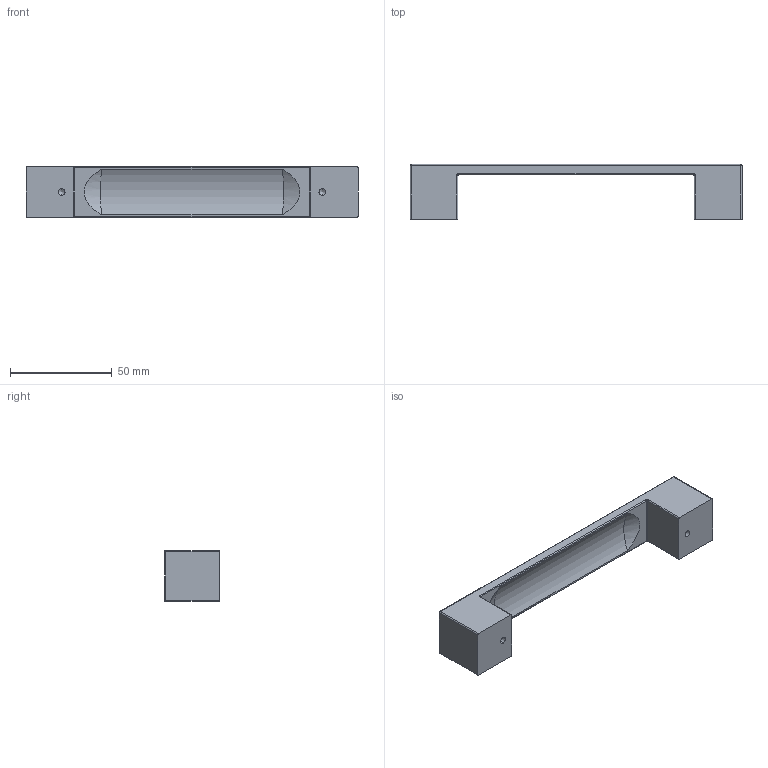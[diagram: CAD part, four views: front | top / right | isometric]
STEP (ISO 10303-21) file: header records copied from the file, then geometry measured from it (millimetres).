
FILE_DESCRIPTION (( 'STEP AP214' ), '1' );
FILE_NAME ('F002577,F002579,F002581_3D.step', '2022-07-07T08:10:05', ( '' ), ( '' ), 'SwSTEP 2.0', 'SolidWorks 2020', '' );
FILE_SCHEMA (( 'AUTOMOTIVE_DESIGN' ));
Length unit declared in the file: millimetre
Products named in the file (1): F002577,F002579,F002581_3D
Bounding box: 163 x 27 x 25 mm (x, y, z)
Volume: 41504.7 mm3; surface area: 14418.6 mm2
Topology: 1 solids, 1 shells, 45 faces, 106 edges, 58 vertices
Faces by surface type: cylinder 23, plane 10, cone 4, torus 4, sphere 4
Entity records: 1298 total; most frequent: DIRECTION 230, CARTESIAN_POINT 214, ORIENTED_EDGE 196, EDGE_CURVE 98, AXIS2_PLACEMENT_3D 90, VERTEX_POINT 58, VECTOR 50, LINE 50
